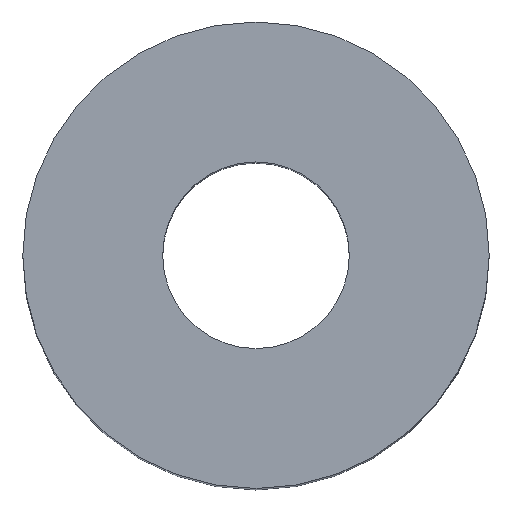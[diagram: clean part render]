
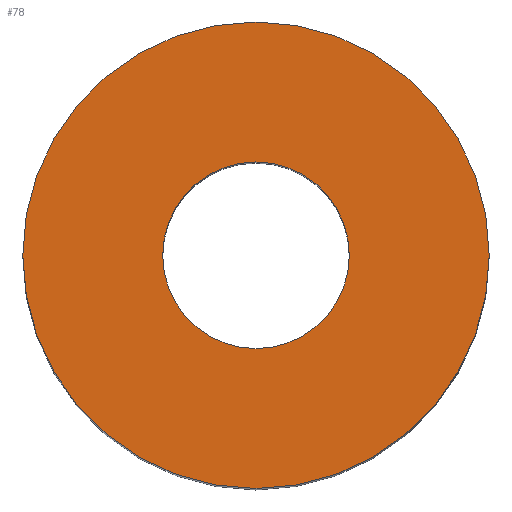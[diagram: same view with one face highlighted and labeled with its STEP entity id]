
A CAD part, top view. The second image highlights one B-rep face of the part: STEP entity #78.
In plain terms, the highlighted planar face has unit normal (0, 0, 1).
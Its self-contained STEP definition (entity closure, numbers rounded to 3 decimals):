
#16=FACE_BOUND('',#32,.T.);
#18=PLANE('',#102);
#25=FACE_OUTER_BOUND('',#31,.T.);
#31=EDGE_LOOP('',(#71));
#32=EDGE_LOOP('',(#72));
#41=CIRCLE('',#97,1.6);
#43=CIRCLE('',#101,4.);
#46=VERTEX_POINT('',#136);
#48=VERTEX_POINT('',#143);
#52=EDGE_CURVE('',#46,#46,#41,.T.);
#55=EDGE_CURVE('',#48,#48,#43,.T.);
#71=ORIENTED_EDGE('',*,*,#55,.T.);
#72=ORIENTED_EDGE('',*,*,#52,.T.);
#78=ADVANCED_FACE('',(#25,#16),#18,.T.);
#97=AXIS2_PLACEMENT_3D('',#137,#114,#115);
#101=AXIS2_PLACEMENT_3D('',#144,#123,#124);
#102=AXIS2_PLACEMENT_3D('',#146,#126,#127);
#114=DIRECTION('center_axis',(0.,0.,-1.));
#115=DIRECTION('ref_axis',(1.,0.,0.));
#123=DIRECTION('center_axis',(0.,0.,1.));
#124=DIRECTION('ref_axis',(1.,0.,0.));
#126=DIRECTION('center_axis',(0.,0.,1.));
#127=DIRECTION('ref_axis',(1.,0.,0.));
#136=CARTESIAN_POINT('',(-1.6,0.,14.5));
#137=CARTESIAN_POINT('Origin',(0.,0.,14.5));
#143=CARTESIAN_POINT('',(-4.,0.,14.5));
#144=CARTESIAN_POINT('Origin',(0.,0.,14.5));
#146=CARTESIAN_POINT('Origin',(0.,0.,14.5));
